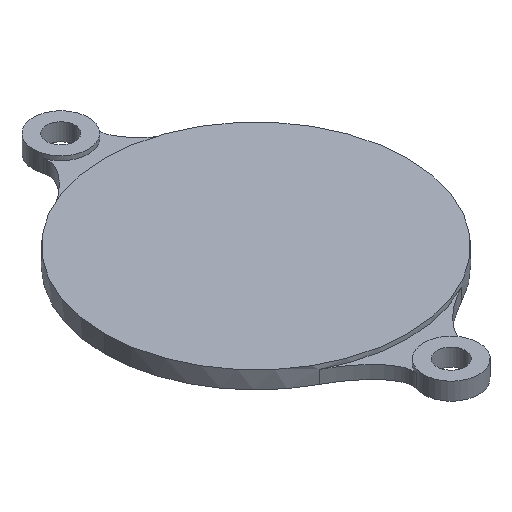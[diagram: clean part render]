
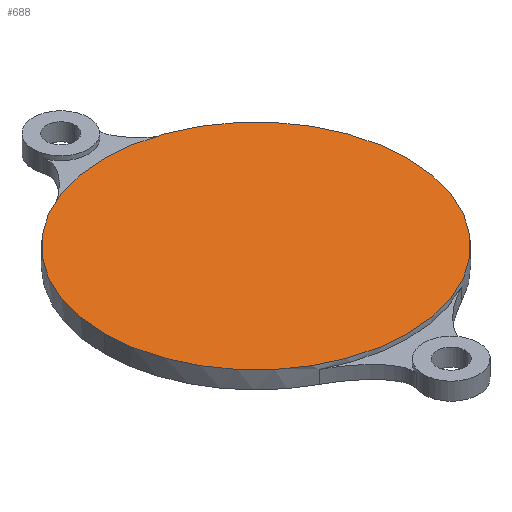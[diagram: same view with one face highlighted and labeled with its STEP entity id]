
A CAD part, isometric view. The second image highlights one B-rep face of the part: STEP entity #688.
In plain terms, the highlighted planar face has unit normal (0, 0, 1).
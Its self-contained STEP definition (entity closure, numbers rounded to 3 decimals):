
#1 = CARTESIAN_POINT ( 'NONE',  ( 0., 0., 1. ) ) ;
#75 = ORIENTED_EDGE ( 'NONE', *, *, #1120, .T. ) ;
#114 = FACE_OUTER_BOUND ( 'NONE', #1358, .T. ) ;
#176 = CIRCLE ( 'NONE', #230, 35. ) ;
#230 = AXIS2_PLACEMENT_3D ( 'NONE', #916, #1292, #1644 ) ;
#351 = CARTESIAN_POINT ( 'NONE',  ( 35., 0., 1. ) ) ;
#379 = CARTESIAN_POINT ( 'NONE',  ( -35., 0., 1. ) ) ;
#671 = CIRCLE ( 'NONE', #1611, 35. ) ;
#688 = ADVANCED_FACE ( 'NONE', ( #114 ), #1126, .T. ) ;
#796 = VERTEX_POINT ( 'NONE', #379 ) ;
#813 = EDGE_CURVE ( 'NONE', #796, #927, #671, .T. ) ;
#878 = CARTESIAN_POINT ( 'NONE',  ( 0., 0., 1. ) ) ;
#916 = CARTESIAN_POINT ( 'NONE',  ( 0., 0., 1. ) ) ;
#927 = VERTEX_POINT ( 'NONE', #351 ) ;
#1120 = EDGE_CURVE ( 'NONE', #927, #796, #176, .T. ) ;
#1126 = PLANE ( 'NONE',  #1186 ) ;
#1186 = AXIS2_PLACEMENT_3D ( 'NONE', #878, #1505, #1628 ) ;
#1216 = ORIENTED_EDGE ( 'NONE', *, *, #813, .T. ) ;
#1292 = DIRECTION ( 'NONE',  ( 0., 0., 1. ) ) ;
#1348 = DIRECTION ( 'NONE',  ( 0., 0., 1. ) ) ;
#1358 = EDGE_LOOP ( 'NONE', ( #75, #1216 ) ) ;
#1505 = DIRECTION ( 'NONE',  ( 0., 0., 1. ) ) ;
#1590 = DIRECTION ( 'NONE',  ( 1., 0., 0. ) ) ;
#1611 = AXIS2_PLACEMENT_3D ( 'NONE', #1, #1348, #1590 ) ;
#1628 = DIRECTION ( 'NONE',  ( 1., 0., 0. ) ) ;
#1644 = DIRECTION ( 'NONE',  ( 1., 0., 0. ) ) ;
